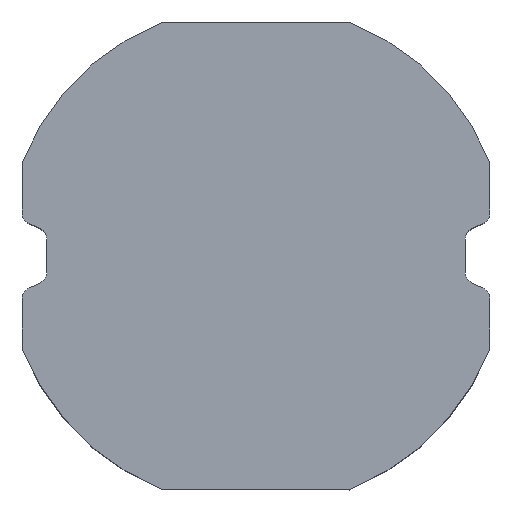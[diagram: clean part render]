
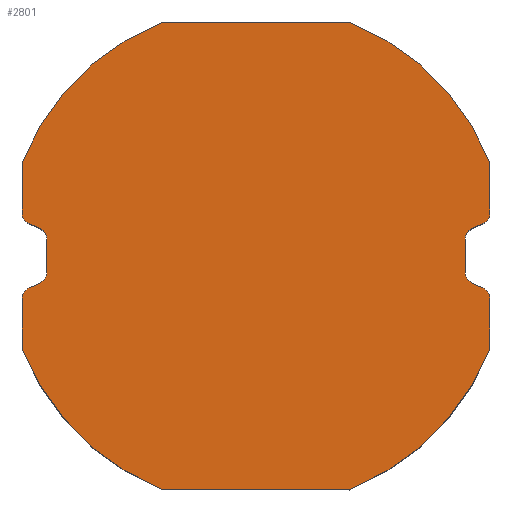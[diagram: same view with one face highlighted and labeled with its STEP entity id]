
A CAD part, top view. The second image highlights one B-rep face of the part: STEP entity #2801.
In plain terms, the highlighted planar face has unit normal (0, 0, 1).
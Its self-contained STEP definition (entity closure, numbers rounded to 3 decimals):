
#1975=CARTESIAN_POINT('',(-4.,1.6,4.));
#1976=VERTEX_POINT('',#1975);
#1977=CARTESIAN_POINT('',(-1.6,4.,4.));
#1978=VERTEX_POINT('',#1977);
#1979=CARTESIAN_POINT('',(0.,0.,4.));
#1980=DIRECTION('',(0.0,0.0,-1.0));
#1981=DIRECTION('',(-0.707,0.707,0.0));
#1982=AXIS2_PLACEMENT_3D('',#1979,#1980,#1981);
#1983=CIRCLE('',#1982,4.308);
#1984=EDGE_CURVE('',#1976,#1978,#1983,.T.);
#2017=CARTESIAN_POINT('',(1.6,4.,4.));
#2018=VERTEX_POINT('',#2017);
#2019=CARTESIAN_POINT('',(-1.6,4.,4.));
#2020=DIRECTION('',(1.0,0.0,0.0));
#2021=VECTOR('',#2020,3.2);
#2022=LINE('',#2019,#2021);
#2023=EDGE_CURVE('',#1978,#2018,#2022,.T.);
#2048=CARTESIAN_POINT('',(4.,1.6,4.));
#2049=VERTEX_POINT('',#2048);
#2050=CARTESIAN_POINT('',(0.,0.,4.));
#2051=DIRECTION('',(0.0,0.0,-1.0));
#2052=DIRECTION('',(0.707,0.707,0.0));
#2053=AXIS2_PLACEMENT_3D('',#2050,#2051,#2052);
#2054=CIRCLE('',#2053,4.308);
#2055=EDGE_CURVE('',#2018,#2049,#2054,.T.);
#2081=CARTESIAN_POINT('',(4.,0.731,4.));
#2082=VERTEX_POINT('',#2081);
#2083=CARTESIAN_POINT('',(4.,1.6,4.));
#2084=DIRECTION('',(0.0,-1.0,0.0));
#2085=VECTOR('',#2084,0.869);
#2086=LINE('',#2083,#2085);
#2087=EDGE_CURVE('',#2049,#2082,#2086,.T.);
#2112=CARTESIAN_POINT('',(3.883,0.549,4.));
#2113=VERTEX_POINT('',#2112);
#2114=CARTESIAN_POINT('',(3.8,0.731,4.));
#2115=DIRECTION('',(0.0,0.0,-1.0));
#2116=DIRECTION('',(0.841,-0.541,0.0));
#2117=AXIS2_PLACEMENT_3D('',#2114,#2115,#2116);
#2118=CIRCLE('',#2117,0.2);
#2119=EDGE_CURVE('',#2082,#2113,#2118,.T.);
#2145=CARTESIAN_POINT('',(3.693,0.463,4.));
#2146=VERTEX_POINT('',#2145);
#2147=CARTESIAN_POINT('',(3.883,0.549,4.));
#2148=DIRECTION('',(-0.91,-0.415,0.0));
#2149=VECTOR('',#2148,0.208);
#2150=LINE('',#2147,#2149);
#2151=EDGE_CURVE('',#2113,#2146,#2150,.T.);
#2176=CARTESIAN_POINT('',(3.576,0.281,4.));
#2177=VERTEX_POINT('',#2176);
#2178=CARTESIAN_POINT('',(3.776,0.281,4.));
#2179=DIRECTION('',(0.0,0.0,1.0));
#2180=DIRECTION('',(-0.841,0.541,0.0));
#2181=AXIS2_PLACEMENT_3D('',#2178,#2179,#2180);
#2182=CIRCLE('',#2181,0.2);
#2183=EDGE_CURVE('',#2146,#2177,#2182,.T.);
#2209=CARTESIAN_POINT('',(3.576,-0.281,4.));
#2210=VERTEX_POINT('',#2209);
#2211=CARTESIAN_POINT('',(3.576,0.281,4.));
#2212=DIRECTION('',(0.0,-1.0,0.0));
#2213=VECTOR('',#2212,0.562);
#2214=LINE('',#2211,#2213);
#2215=EDGE_CURVE('',#2177,#2210,#2214,.T.);
#2240=CARTESIAN_POINT('',(3.693,-0.463,4.));
#2241=VERTEX_POINT('',#2240);
#2242=CARTESIAN_POINT('',(3.776,-0.281,4.));
#2243=DIRECTION('',(0.0,0.0,1.0));
#2244=DIRECTION('',(-0.841,-0.541,0.0));
#2245=AXIS2_PLACEMENT_3D('',#2242,#2243,#2244);
#2246=CIRCLE('',#2245,0.2);
#2247=EDGE_CURVE('',#2210,#2241,#2246,.T.);
#2273=CARTESIAN_POINT('',(3.883,-0.549,4.));
#2274=VERTEX_POINT('',#2273);
#2275=CARTESIAN_POINT('',(3.693,-0.463,4.));
#2276=DIRECTION('',(0.91,-0.415,0.0));
#2277=VECTOR('',#2276,0.208);
#2278=LINE('',#2275,#2277);
#2279=EDGE_CURVE('',#2241,#2274,#2278,.T.);
#2304=CARTESIAN_POINT('',(4.,-0.731,4.));
#2305=VERTEX_POINT('',#2304);
#2306=CARTESIAN_POINT('',(3.8,-0.731,4.));
#2307=DIRECTION('',(0.0,0.0,-1.0));
#2308=DIRECTION('',(0.841,0.541,0.0));
#2309=AXIS2_PLACEMENT_3D('',#2306,#2307,#2308);
#2310=CIRCLE('',#2309,0.2);
#2311=EDGE_CURVE('',#2274,#2305,#2310,.T.);
#2337=CARTESIAN_POINT('',(4.,-1.6,4.));
#2338=VERTEX_POINT('',#2337);
#2339=CARTESIAN_POINT('',(4.,-0.731,4.));
#2340=DIRECTION('',(0.0,-1.0,0.0));
#2341=VECTOR('',#2340,0.869);
#2342=LINE('',#2339,#2341);
#2343=EDGE_CURVE('',#2305,#2338,#2342,.T.);
#2368=CARTESIAN_POINT('',(1.6,-4.,4.));
#2369=VERTEX_POINT('',#2368);
#2370=CARTESIAN_POINT('',(0.,0.,4.));
#2371=DIRECTION('',(0.0,0.0,-1.0));
#2372=DIRECTION('',(0.707,-0.707,0.0));
#2373=AXIS2_PLACEMENT_3D('',#2370,#2371,#2372);
#2374=CIRCLE('',#2373,4.308);
#2375=EDGE_CURVE('',#2338,#2369,#2374,.T.);
#2401=CARTESIAN_POINT('',(-1.6,-4.,4.));
#2402=VERTEX_POINT('',#2401);
#2403=CARTESIAN_POINT('',(1.6,-4.,4.));
#2404=DIRECTION('',(-1.0,0.0,0.0));
#2405=VECTOR('',#2404,3.2);
#2406=LINE('',#2403,#2405);
#2407=EDGE_CURVE('',#2369,#2402,#2406,.T.);
#2432=CARTESIAN_POINT('',(-4.,-1.6,4.));
#2433=VERTEX_POINT('',#2432);
#2434=CARTESIAN_POINT('',(0.,0.,4.));
#2435=DIRECTION('',(0.0,0.0,-1.0));
#2436=DIRECTION('',(-0.707,-0.707,0.0));
#2437=AXIS2_PLACEMENT_3D('',#2434,#2435,#2436);
#2438=CIRCLE('',#2437,4.308);
#2439=EDGE_CURVE('',#2402,#2433,#2438,.T.);
#2465=CARTESIAN_POINT('',(-4.,-0.731,4.));
#2466=VERTEX_POINT('',#2465);
#2467=CARTESIAN_POINT('',(-4.,-1.6,4.));
#2468=DIRECTION('',(0.0,1.0,0.0));
#2469=VECTOR('',#2468,0.869);
#2470=LINE('',#2467,#2469);
#2471=EDGE_CURVE('',#2433,#2466,#2470,.T.);
#2496=CARTESIAN_POINT('',(-3.883,-0.549,4.));
#2497=VERTEX_POINT('',#2496);
#2498=CARTESIAN_POINT('',(-3.8,-0.731,4.));
#2499=DIRECTION('',(0.0,0.0,-1.0));
#2500=DIRECTION('',(-0.841,0.541,0.0));
#2501=AXIS2_PLACEMENT_3D('',#2498,#2499,#2500);
#2502=CIRCLE('',#2501,0.2);
#2503=EDGE_CURVE('',#2466,#2497,#2502,.T.);
#2529=CARTESIAN_POINT('',(-3.693,-0.463,4.));
#2530=VERTEX_POINT('',#2529);
#2531=CARTESIAN_POINT('',(-3.883,-0.549,4.));
#2532=DIRECTION('',(0.91,0.415,0.0));
#2533=VECTOR('',#2532,0.208);
#2534=LINE('',#2531,#2533);
#2535=EDGE_CURVE('',#2497,#2530,#2534,.T.);
#2560=CARTESIAN_POINT('',(-3.576,-0.281,4.));
#2561=VERTEX_POINT('',#2560);
#2562=CARTESIAN_POINT('',(-3.776,-0.281,4.));
#2563=DIRECTION('',(0.0,0.0,1.0));
#2564=DIRECTION('',(0.841,-0.541,0.0));
#2565=AXIS2_PLACEMENT_3D('',#2562,#2563,#2564);
#2566=CIRCLE('',#2565,0.2);
#2567=EDGE_CURVE('',#2530,#2561,#2566,.T.);
#2593=CARTESIAN_POINT('',(-3.576,0.281,4.));
#2594=VERTEX_POINT('',#2593);
#2595=CARTESIAN_POINT('',(-3.576,-0.281,4.));
#2596=DIRECTION('',(0.0,1.0,0.0));
#2597=VECTOR('',#2596,0.562);
#2598=LINE('',#2595,#2597);
#2599=EDGE_CURVE('',#2561,#2594,#2598,.T.);
#2624=CARTESIAN_POINT('',(-3.693,0.463,4.));
#2625=VERTEX_POINT('',#2624);
#2626=CARTESIAN_POINT('',(-3.776,0.281,4.));
#2627=DIRECTION('',(0.0,0.0,1.0));
#2628=DIRECTION('',(0.841,0.541,0.0));
#2629=AXIS2_PLACEMENT_3D('',#2626,#2627,#2628);
#2630=CIRCLE('',#2629,0.2);
#2631=EDGE_CURVE('',#2594,#2625,#2630,.T.);
#2657=CARTESIAN_POINT('',(-3.883,0.549,4.));
#2658=VERTEX_POINT('',#2657);
#2659=CARTESIAN_POINT('',(-3.693,0.463,4.));
#2660=DIRECTION('',(-0.91,0.415,0.0));
#2661=VECTOR('',#2660,0.208);
#2662=LINE('',#2659,#2661);
#2663=EDGE_CURVE('',#2625,#2658,#2662,.T.);
#2688=CARTESIAN_POINT('',(-4.,0.731,4.));
#2689=VERTEX_POINT('',#2688);
#2690=CARTESIAN_POINT('',(-3.8,0.731,4.));
#2691=DIRECTION('',(0.0,0.0,-1.0));
#2692=DIRECTION('',(-0.841,-0.541,0.0));
#2693=AXIS2_PLACEMENT_3D('',#2690,#2691,#2692);
#2694=CIRCLE('',#2693,0.2);
#2695=EDGE_CURVE('',#2658,#2689,#2694,.T.);
#2721=CARTESIAN_POINT('',(-4.,0.731,4.));
#2722=DIRECTION('',(0.0,1.0,0.0));
#2723=VECTOR('',#2722,0.869);
#2724=LINE('',#2721,#2723);
#2725=EDGE_CURVE('',#2689,#1976,#2724,.T.);
#2770=CARTESIAN_POINT('',(0.,0.,4.));
#2771=DIRECTION('',(0.0,0.0,1.0));
#2772=DIRECTION('',(1.0,0.0,0.0));
#2773=AXIS2_PLACEMENT_3D('',#2770,#2771,#2772);
#2774=PLANE('',#2773);
#2775=ORIENTED_EDGE('',*,*,#1984,.F.);
#2776=ORIENTED_EDGE('',*,*,#2725,.F.);
#2777=ORIENTED_EDGE('',*,*,#2695,.F.);
#2778=ORIENTED_EDGE('',*,*,#2663,.F.);
#2779=ORIENTED_EDGE('',*,*,#2631,.F.);
#2780=ORIENTED_EDGE('',*,*,#2599,.F.);
#2781=ORIENTED_EDGE('',*,*,#2567,.F.);
#2782=ORIENTED_EDGE('',*,*,#2535,.F.);
#2783=ORIENTED_EDGE('',*,*,#2503,.F.);
#2784=ORIENTED_EDGE('',*,*,#2471,.F.);
#2785=ORIENTED_EDGE('',*,*,#2439,.F.);
#2786=ORIENTED_EDGE('',*,*,#2407,.F.);
#2787=ORIENTED_EDGE('',*,*,#2375,.F.);
#2788=ORIENTED_EDGE('',*,*,#2343,.F.);
#2789=ORIENTED_EDGE('',*,*,#2311,.F.);
#2790=ORIENTED_EDGE('',*,*,#2279,.F.);
#2791=ORIENTED_EDGE('',*,*,#2247,.F.);
#2792=ORIENTED_EDGE('',*,*,#2215,.F.);
#2793=ORIENTED_EDGE('',*,*,#2183,.F.);
#2794=ORIENTED_EDGE('',*,*,#2151,.F.);
#2795=ORIENTED_EDGE('',*,*,#2119,.F.);
#2796=ORIENTED_EDGE('',*,*,#2087,.F.);
#2797=ORIENTED_EDGE('',*,*,#2055,.F.);
#2798=ORIENTED_EDGE('',*,*,#2023,.F.);
#2799=EDGE_LOOP('',(#2775,#2776,#2777,#2778,#2779,#2780,#2781,#2782,#2783,#2784,#2785,#2786,#2787,#2788,#2789,#2790,#2791,#2792,#2793,#2794,#2795,#2796,#2797,#2798));
#2800=FACE_OUTER_BOUND('',#2799,.T.);
#2801=ADVANCED_FACE('',(#2800),#2774,.T.);
